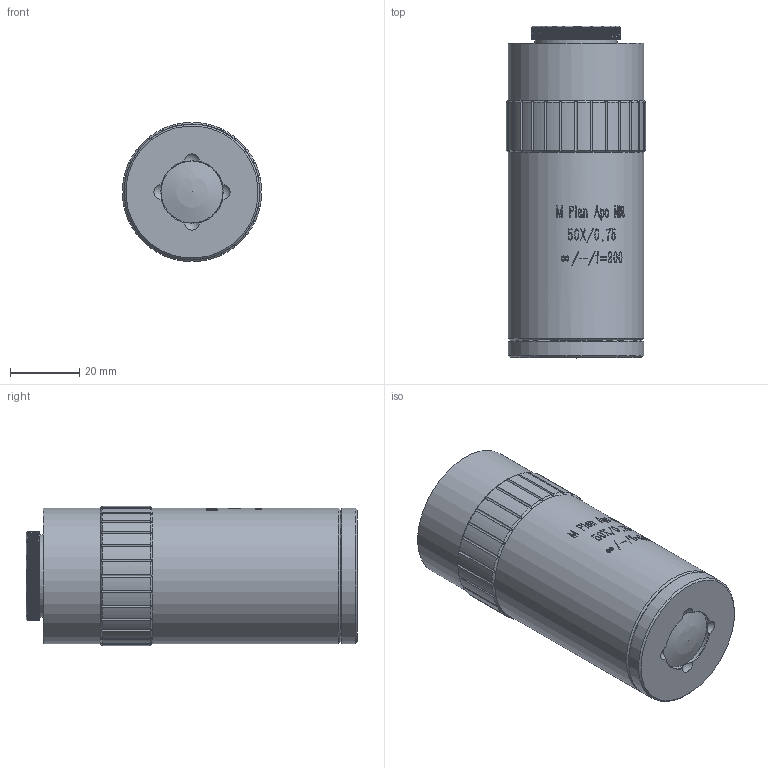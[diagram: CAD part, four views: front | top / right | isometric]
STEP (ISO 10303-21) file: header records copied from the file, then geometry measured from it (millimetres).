
FILE_DESCRIPTION (( 'STEP AP203' ), '1' );
FILE_NAME ('690037.STEP', '2024-07-12T01:38:19', ( 'Windows User' ), ( 'P R C' ), 'SwSTEP 2.0', 'SolidWorks 2020', '' );
FILE_SCHEMA (( 'CONFIG_CONTROL_DESIGN' ));
Length unit declared in the file: millimetre
Products named in the file (1): 690037
Bounding box: 40.34 x 96.16 x 40.34 mm (x, y, z)
Volume: 112991.6 mm3; surface area: 19059.5 mm2
Topology: 2 solids, 3 shells, 610 faces, 1678 edges, 1116 vertices
Faces by surface type: bspline 442, cylinder 104, plane 48, cone 11, sphere 5
Full cylindrical faces by diameter (mm): 18 x2, 24 x1, 39.3 x3
Entity records: 49603 total; most frequent: CARTESIAN_POINT 38359, ORIENTED_EDGE 3314, EDGE_CURVE 1657, B_SPLINE_CURVE_WITH_KNOTS 1508, VERTEX_POINT 1109, EDGE_LOOP 666, FACE_OUTER_BOUND 615, ADVANCED_FACE 609
